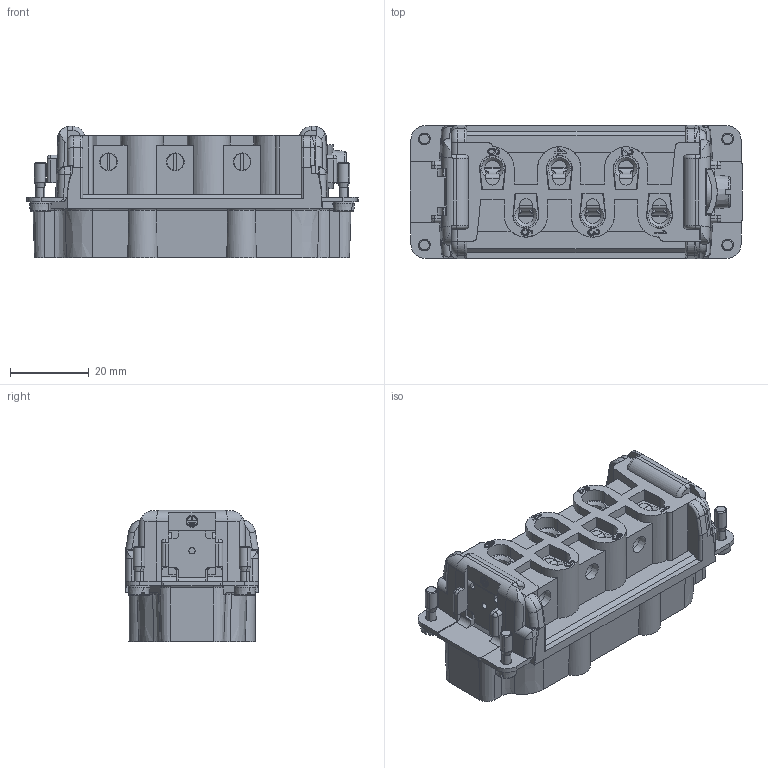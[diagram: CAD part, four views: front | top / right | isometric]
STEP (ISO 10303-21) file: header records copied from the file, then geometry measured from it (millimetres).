
FILE_DESCRIPTION(/* description */ (''),/* implementation_level */ '2;1');
FILE_NAME(/* name */ 'c146 10a006 102 5.stp',/* time_stamp */ '2019-02-18T09:55:29+01:00',/* author */ (''),/* organization */ (''),/* preprocessor_version */ 'ST-DEVELOPER v16.7',/* originating_system */ 'SIEMENS PLM Software NX 12.0',/* authorisation */ '');
FILE_SCHEMA (('AP203_CONFIGURATION_CONTROLLED_3D_DESIGN_OF_MECHANICAL_PARTS_AND_ASSEMBLIES_MIM_LF { 1 0 10303 403 2 1 2}'));
Products named in the file (1): 13245nxs001-01
Bounding box: 84.5 x 34 x 33.4 mm (x, y, z)
Volume: 36663.3 mm3; surface area: 24248 mm2
Topology: 1 solids, 7 shells, 1722 faces, 4628 edges, 3031 vertices
Faces by surface type: plane 982, cylinder 348, extrusion 209, cone 100, torus 73, sphere 10
Full cylindrical faces by diameter (mm): 1.6 x1, 2.6 x1, 2.8 x1, 2.85 x4, 3 x7, 3.5 x12, 4 x12, 4.1 x6, 4.37 x12
Entity records: 67540 total; most frequent: CARTESIAN_POINT 19658, ORIENTED_EDGE 8938, DIRECTION 7096, EDGE_CURVE 4469, VERTEX_POINT 2976, AXIS2_PLACEMENT_3D 2392, VECTOR 2312, LINE 2103
